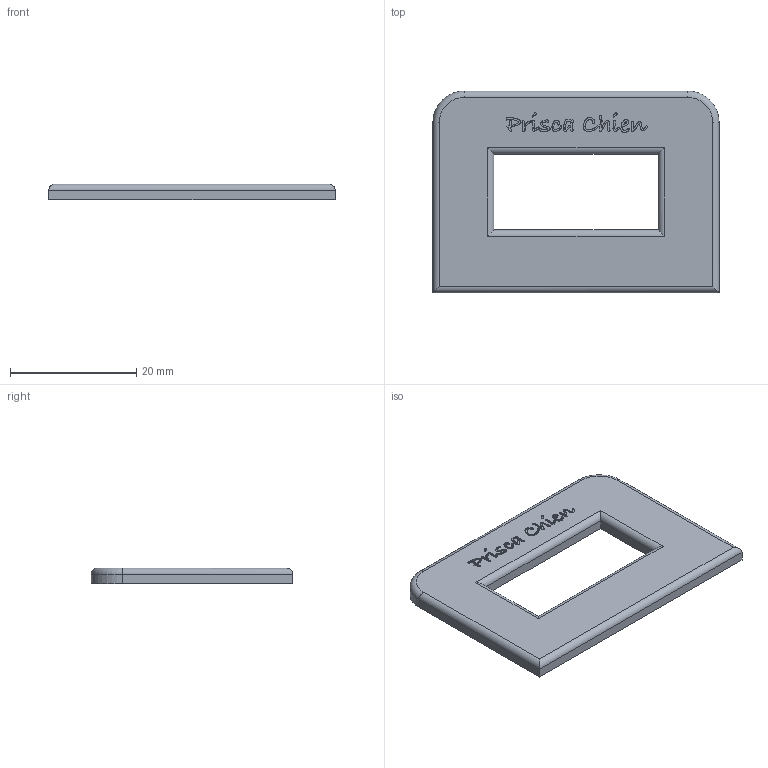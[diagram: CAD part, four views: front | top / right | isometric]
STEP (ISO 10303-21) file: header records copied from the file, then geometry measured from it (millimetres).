
FILE_DESCRIPTION(/* description */ (''),/* implementation_level */ '2;1');
FILE_NAME(/* name */ 'OLED TOP.step',/* time_stamp */ '2025-07-03T13:10:57-04:00',/* author */ (''),/* organization */ (''),/* preprocessor_version */ 'ST-DEVELOPER v20.1',/* originating_system */ 'Autodesk Translation Framework v14.10.0.0',/* authorisation */ '');
FILE_SCHEMA (('AUTOMOTIVE_DESIGN { 1 0 10303 214 3 1 1 }'));
Length unit declared in the file: millimetre
Products named in the file (1): oled
Bounding box: 45.38 x 32 x 2.5 mm (x, y, z)
Volume: 2615.1 mm3; surface area: 2876.4 mm2
Topology: 1 solids, 1 shells, 1470 faces, 4353 edges, 2896 vertices
Faces by surface type: plane 1140, bspline 314, cylinder 14, torus 2
Full cylindrical faces by diameter (mm): 5 x4
Entity records: 51172 total; most frequent: CARTESIAN_POINT 14094, ORIENTED_EDGE 8674, DIRECTION 6032, EDGE_CURVE 4337, LINE 3670, VECTOR 3670, VERTEX_POINT 2888, EDGE_LOOP 1491
